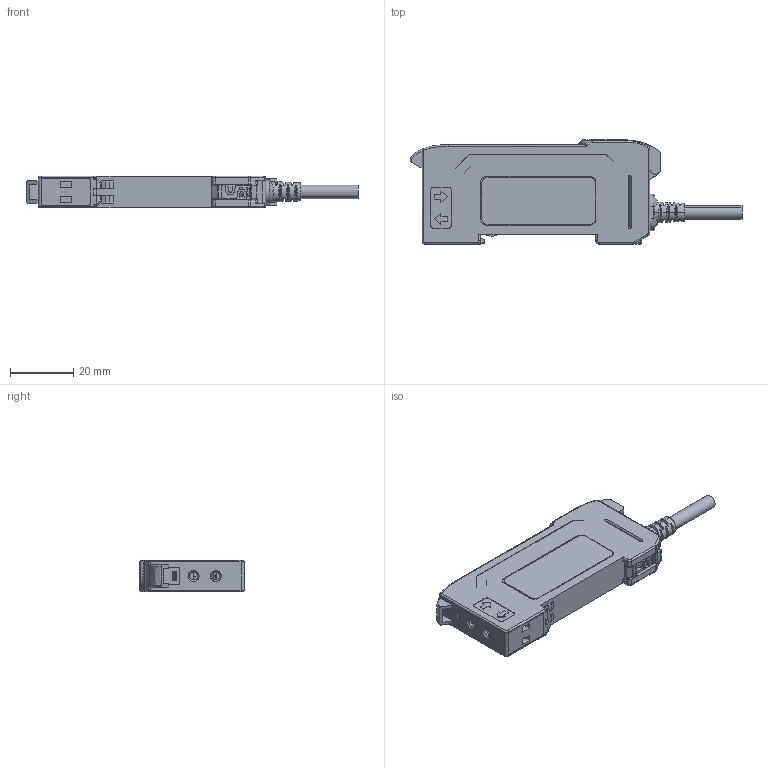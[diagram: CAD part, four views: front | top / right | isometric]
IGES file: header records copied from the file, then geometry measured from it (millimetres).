
Start section:  PTC IGES file: 161273.igs
Global section: file name: 161273.igs; native system: Pro/ENGINEER by Parametric Technology Corporation; preprocessor: 2009141; author: banengservice; organization: Unknown; date: 20120312.110740; units: inch
Bounding box: 105 x 33 x 10.1 mm (x, y, z)
Volume: 9579.1 mm3; surface area: 18833.9 mm2
Topology: 1 solids, 1 shells, 2073 faces, 5756 edges, 3692 vertices
Faces by surface type: bspline 1457, revolution 611, extrusion 5
